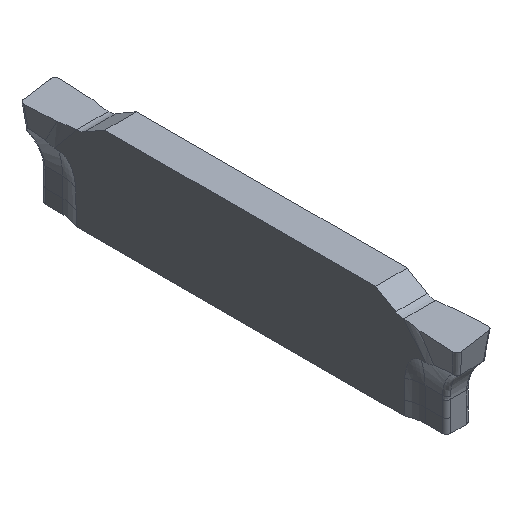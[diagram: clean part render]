
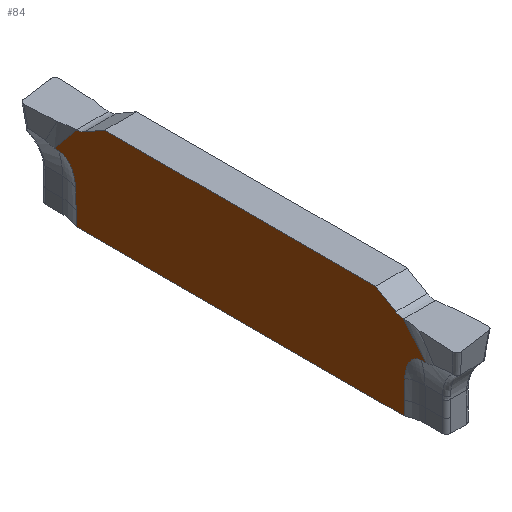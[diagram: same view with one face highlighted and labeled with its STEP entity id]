
A CAD part, isometric view. The second image highlights one B-rep face of the part: STEP entity #84.
In plain terms, the highlighted planar face has unit normal (-1, 0, 0).
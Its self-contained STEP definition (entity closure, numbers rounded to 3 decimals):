
#84=ADVANCED_FACE('',(#176),#152,.T.);
#152=PLANE('',#1427);
#176=FACE_OUTER_BOUND('',#244,.T.);
#244=EDGE_LOOP('',(#315,#316,#317,#318,#319,#320,#321,#322,#323,#324,#325,
#326,#327,#328,#329,#330));
#315=ORIENTED_EDGE('',*,*,#783,.F.);
#316=ORIENTED_EDGE('',*,*,#784,.T.);
#317=ORIENTED_EDGE('',*,*,#785,.F.);
#318=ORIENTED_EDGE('',*,*,#786,.T.);
#319=ORIENTED_EDGE('',*,*,#787,.T.);
#320=ORIENTED_EDGE('',*,*,#788,.T.);
#321=ORIENTED_EDGE('',*,*,#789,.T.);
#322=ORIENTED_EDGE('',*,*,#782,.F.);
#323=ORIENTED_EDGE('',*,*,#790,.T.);
#324=ORIENTED_EDGE('',*,*,#791,.F.);
#325=ORIENTED_EDGE('',*,*,#792,.F.);
#326=ORIENTED_EDGE('',*,*,#793,.T.);
#327=ORIENTED_EDGE('',*,*,#794,.F.);
#328=ORIENTED_EDGE('',*,*,#795,.F.);
#329=ORIENTED_EDGE('',*,*,#796,.F.);
#330=ORIENTED_EDGE('',*,*,#797,.T.);
#668=VERTEX_POINT('',#1898);
#670=VERTEX_POINT('',#1902);
#671=VERTEX_POINT('',#1906);
#672=VERTEX_POINT('',#1907);
#673=VERTEX_POINT('',#1912);
#674=VERTEX_POINT('',#1927);
#675=VERTEX_POINT('',#1929);
#676=VERTEX_POINT('',#1931);
#677=VERTEX_POINT('',#1933);
#678=VERTEX_POINT('',#1936);
#679=VERTEX_POINT('',#1938);
#680=VERTEX_POINT('',#1940);
#681=VERTEX_POINT('',#1942);
#682=VERTEX_POINT('',#1959);
#683=VERTEX_POINT('',#1964);
#684=VERTEX_POINT('',#1966);
#782=EDGE_CURVE('',#670,#668,#1167,.T.);
#783=EDGE_CURVE('',#671,#672,#1168,.T.);
#784=EDGE_CURVE('',#671,#673,#969,.T.);
#785=EDGE_CURVE('',#674,#673,#970,.T.);
#786=EDGE_CURVE('',#674,#675,#1169,.T.);
#787=EDGE_CURVE('',#675,#676,#1170,.T.);
#788=EDGE_CURVE('',#676,#677,#1043,.T.);
#789=EDGE_CURVE('',#677,#668,#1171,.T.);
#790=EDGE_CURVE('',#670,#678,#1172,.T.);
#791=EDGE_CURVE('',#679,#678,#1044,.T.);
#792=EDGE_CURVE('',#680,#679,#1173,.T.);
#793=EDGE_CURVE('',#680,#681,#1174,.T.);
#794=EDGE_CURVE('',#682,#681,#971,.T.);
#795=EDGE_CURVE('',#683,#682,#972,.T.);
#796=EDGE_CURVE('',#684,#683,#1175,.T.);
#797=EDGE_CURVE('',#684,#672,#1176,.T.);
#969=B_SPLINE_CURVE_WITH_KNOTS('',3,(#1908,#1909,#1910,#1911),
 .UNSPECIFIED.,.F.,.F.,(4,4),(0.,1.),.UNSPECIFIED.);
#970=B_SPLINE_CURVE_WITH_KNOTS('',3,(#1913,#1914,#1915,#1916,#1917,#1918,
#1919,#1920,#1921,#1922,#1923,#1924,#1925,#1926),.UNSPECIFIED.,.F.,.F.,
(4,1,1,1,1,1,1,1,1,1,1,4),(0.,0.091,0.182,0.273,
0.364,0.455,0.545,0.636,0.727,
0.818,0.909,1.),.UNSPECIFIED.);
#971=B_SPLINE_CURVE_WITH_KNOTS('',3,(#1943,#1944,#1945,#1946,#1947,#1948,
#1949,#1950,#1951,#1952,#1953,#1954,#1955,#1956,#1957,#1958),
 .UNSPECIFIED.,.F.,.F.,(4,3,3,3,3,4),(0.,0.308,0.621,
0.779,0.912,1.),.UNSPECIFIED.);
#972=B_SPLINE_CURVE_WITH_KNOTS('',3,(#1960,#1961,#1962,#1963),
 .UNSPECIFIED.,.F.,.F.,(4,4),(0.,1.),.UNSPECIFIED.);
#1043=CIRCLE('',#1425,0.8);
#1044=CIRCLE('',#1426,0.8);
#1167=LINE('',#1903,#1259);
#1168=LINE('',#1905,#1260);
#1169=LINE('',#1928,#1261);
#1170=LINE('',#1930,#1262);
#1171=LINE('',#1934,#1263);
#1172=LINE('',#1935,#1264);
#1173=LINE('',#1939,#1265);
#1174=LINE('',#1941,#1266);
#1175=LINE('',#1965,#1267);
#1176=LINE('',#1967,#1268);
#1259=VECTOR('',#1539,1.);
#1260=VECTOR('',#1542,1.);
#1261=VECTOR('',#1543,1.);
#1262=VECTOR('',#1544,1.);
#1263=VECTOR('',#1547,1.);
#1264=VECTOR('',#1548,1.);
#1265=VECTOR('',#1551,1.);
#1266=VECTOR('',#1552,1.);
#1267=VECTOR('',#1553,1.);
#1268=VECTOR('',#1554,1.);
#1425=AXIS2_PLACEMENT_3D('',#1932,#1545,#1546);
#1426=AXIS2_PLACEMENT_3D('',#1937,#1549,#1550);
#1427=AXIS2_PLACEMENT_3D('',#1968,#1555,#1556);
#1539=DIRECTION('',(0.,-1.,0.));
#1542=DIRECTION('',(0.,0.,-1.));
#1543=DIRECTION('',(0.,-1.,0.));
#1544=DIRECTION('',(0.,0.643,0.766));
#1545=DIRECTION('',(1.,0.,0.));
#1546=DIRECTION('',(0.,0.035,-0.999));
#1547=DIRECTION('',(0.,0.866,0.5));
#1548=DIRECTION('',(0.,0.866,-0.5));
#1549=DIRECTION('',(-1.,0.,0.));
#1550=DIRECTION('',(0.,-0.035,-0.999));
#1551=DIRECTION('',(0.,-0.643,0.766));
#1552=DIRECTION('',(0.,-1.,0.));
#1553=DIRECTION('',(0.,0.,1.));
#1554=DIRECTION('',(0.,-1.,0.));
#1555=DIRECTION('',(-1.,0.,0.));
#1556=DIRECTION('',(0.,1.,0.));
#1898=CARTESIAN_POINT('',(-0.8,3.686,0.7));
#1902=CARTESIAN_POINT('',(-0.8,17.318,0.7));
#1903=CARTESIAN_POINT('',(-0.8,17.318,0.7));
#1905=CARTESIAN_POINT('',(-0.8,2.246,-3.532));
#1906=CARTESIAN_POINT('',(-0.8,2.246,-3.532));
#1907=CARTESIAN_POINT('',(-0.8,2.246,-4.23));
#1908=CARTESIAN_POINT('',(-0.8,2.246,-3.532));
#1909=CARTESIAN_POINT('',(-0.8,2.234,-3.206));
#1910=CARTESIAN_POINT('',(-0.8,2.222,-2.88));
#1911=CARTESIAN_POINT('',(-0.8,2.21,-2.555));
#1912=CARTESIAN_POINT('',(-0.8,2.21,-2.555));
#1913=CARTESIAN_POINT('',(-0.8,1.374,-1.358));
#1914=CARTESIAN_POINT('',(-0.8,1.411,-1.358));
#1915=CARTESIAN_POINT('',(-0.8,1.485,-1.365));
#1916=CARTESIAN_POINT('',(-0.8,1.595,-1.398));
#1917=CARTESIAN_POINT('',(-0.8,1.697,-1.451));
#1918=CARTESIAN_POINT('',(-0.8,1.793,-1.521));
#1919=CARTESIAN_POINT('',(-0.8,1.879,-1.606));
#1920=CARTESIAN_POINT('',(-0.8,1.958,-1.708));
#1921=CARTESIAN_POINT('',(-0.8,2.035,-1.835));
#1922=CARTESIAN_POINT('',(-0.8,2.103,-1.988));
#1923=CARTESIAN_POINT('',(-0.8,2.157,-2.162));
#1924=CARTESIAN_POINT('',(-0.8,2.195,-2.353));
#1925=CARTESIAN_POINT('',(-0.8,2.207,-2.486));
#1926=CARTESIAN_POINT('',(-0.8,2.21,-2.555));
#1927=CARTESIAN_POINT('',(-0.8,1.374,-1.358));
#1928=CARTESIAN_POINT('',(-0.8,1.374,-1.358));
#1929=CARTESIAN_POINT('',(-0.8,1.148,-1.358));
#1930=CARTESIAN_POINT('',(-0.8,1.148,-1.358));
#1931=CARTESIAN_POINT('',(-0.8,2.288,0.));
#1932=CARTESIAN_POINT('',(-0.8,2.26,0.8));
#1933=CARTESIAN_POINT('',(-0.8,2.66,0.107));
#1934=CARTESIAN_POINT('',(-0.8,2.66,0.107));
#1935=CARTESIAN_POINT('',(-0.8,17.318,0.7));
#1936=CARTESIAN_POINT('',(-0.8,18.344,0.107));
#1937=CARTESIAN_POINT('',(-0.8,18.744,0.8));
#1938=CARTESIAN_POINT('',(-0.8,18.716,0.));
#1939=CARTESIAN_POINT('',(-0.8,19.856,-1.358));
#1940=CARTESIAN_POINT('',(-0.8,19.856,-1.358));
#1941=CARTESIAN_POINT('',(-0.8,19.856,-1.358));
#1942=CARTESIAN_POINT('',(-0.8,19.63,-1.358));
#1943=CARTESIAN_POINT('',(-0.8,18.794,-2.555));
#1944=CARTESIAN_POINT('',(-0.8,18.801,-2.391));
#1945=CARTESIAN_POINT('',(-0.8,18.827,-2.226));
#1946=CARTESIAN_POINT('',(-0.8,18.876,-2.07));
#1947=CARTESIAN_POINT('',(-0.8,18.926,-1.913));
#1948=CARTESIAN_POINT('',(-0.8,19.001,-1.759));
#1949=CARTESIAN_POINT('',(-0.8,19.107,-1.632));
#1950=CARTESIAN_POINT('',(-0.8,19.16,-1.567));
#1951=CARTESIAN_POINT('',(-0.8,19.223,-1.508));
#1952=CARTESIAN_POINT('',(-0.8,19.294,-1.462));
#1953=CARTESIAN_POINT('',(-0.8,19.354,-1.423));
#1954=CARTESIAN_POINT('',(-0.8,19.421,-1.393));
#1955=CARTESIAN_POINT('',(-0.8,19.49,-1.375));
#1956=CARTESIAN_POINT('',(-0.8,19.536,-1.364));
#1957=CARTESIAN_POINT('',(-0.8,19.583,-1.358));
#1958=CARTESIAN_POINT('',(-0.8,19.63,-1.358));
#1959=CARTESIAN_POINT('',(-0.8,18.794,-2.555));
#1960=CARTESIAN_POINT('',(-0.8,18.758,-3.532));
#1961=CARTESIAN_POINT('',(-0.8,18.77,-3.206));
#1962=CARTESIAN_POINT('',(-0.8,18.782,-2.88));
#1963=CARTESIAN_POINT('',(-0.8,18.794,-2.555));
#1964=CARTESIAN_POINT('',(-0.8,18.758,-3.532));
#1965=CARTESIAN_POINT('',(-0.8,18.758,-4.23));
#1966=CARTESIAN_POINT('',(-0.8,18.758,-4.23));
#1967=CARTESIAN_POINT('',(-0.8,18.758,-4.23));
#1968=CARTESIAN_POINT('',(-0.8,9.974,0.7));
